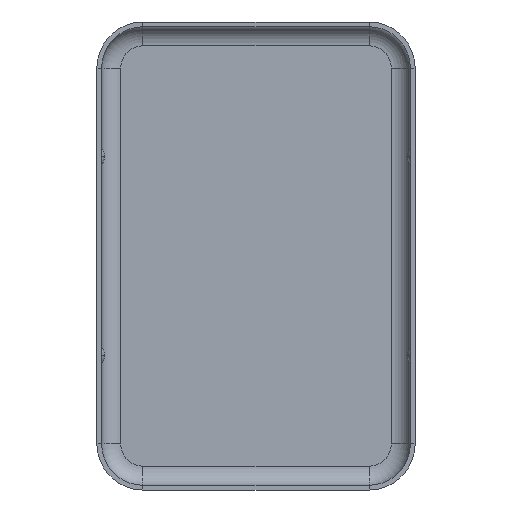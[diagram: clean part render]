
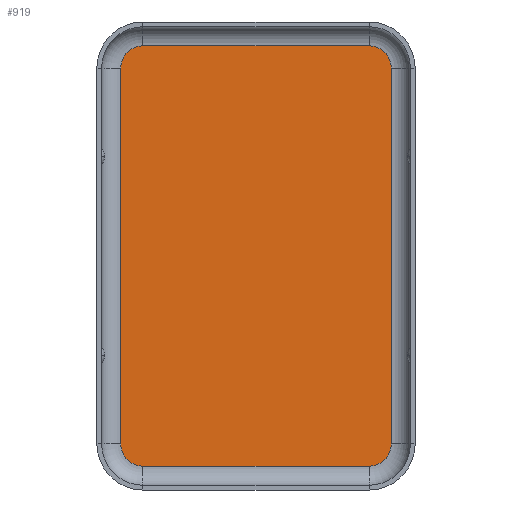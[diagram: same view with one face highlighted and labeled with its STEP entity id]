
A CAD part, front view. The second image highlights one B-rep face of the part: STEP entity #919.
In plain terms, the highlighted planar face has unit normal (0, -1, 0).
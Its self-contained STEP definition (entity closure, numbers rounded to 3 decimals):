
#7 = LINE ( 'NONE', #545, #220 ) ;
#9 = AXIS2_PLACEMENT_3D ( 'NONE', #1426, #747, #1130 ) ;
#33 = DIRECTION ( 'NONE',  ( 0., 1., 0. ) ) ;
#144 = DIRECTION ( 'NONE',  ( 0., 0., -1. ) ) ;
#171 = CARTESIAN_POINT ( 'NONE',  ( 7.1, 0., -11.8 ) ) ;
#179 = DIRECTION ( 'NONE',  ( -1., 0., 0. ) ) ;
#189 = VECTOR ( 'NONE', #179, 1000. ) ;
#214 = DIRECTION ( 'NONE',  ( 0., 1., 0. ) ) ;
#220 = VECTOR ( 'NONE', #940, 1000. ) ;
#231 = AXIS2_PLACEMENT_3D ( 'NONE', #1470, #1071, #1212 ) ;
#239 = LINE ( 'NONE', #340, #324 ) ;
#241 = CIRCLE ( 'NONE', #9, 1.4 ) ;
#292 = VERTEX_POINT ( 'NONE', #419 ) ;
#297 = VERTEX_POINT ( 'NONE', #1550 ) ;
#324 = VECTOR ( 'NONE', #1591, 1000. ) ;
#335 = ORIENTED_EDGE ( 'NONE', *, *, #675, .T. ) ;
#340 = CARTESIAN_POINT ( 'NONE',  ( -8.5, 0., 0. ) ) ;
#353 = ORIENTED_EDGE ( 'NONE', *, *, #1276, .T. ) ;
#362 = CIRCLE ( 'NONE', #1065, 1.4 ) ;
#392 = AXIS2_PLACEMENT_3D ( 'NONE', #1148, #745, #144 ) ;
#419 = CARTESIAN_POINT ( 'NONE',  ( 8.5, 0., 11.8 ) ) ;
#444 = ORIENTED_EDGE ( 'NONE', *, *, #752, .T. ) ;
#452 = LINE ( 'NONE', #1499, #856 ) ;
#489 = CIRCLE ( 'NONE', #956, 1.4 ) ;
#502 = ORIENTED_EDGE ( 'NONE', *, *, #533, .T. ) ;
#511 = VERTEX_POINT ( 'NONE', #1389 ) ;
#513 = FACE_OUTER_BOUND ( 'NONE', #1136, .T. ) ;
#533 = EDGE_CURVE ( 'NONE', #297, #511, #1534, .T. ) ;
#545 = CARTESIAN_POINT ( 'NONE',  ( 7.1, 0., -13.2 ) ) ;
#555 = EDGE_CURVE ( 'NONE', #815, #1604, #7, .T. ) ;
#569 = VERTEX_POINT ( 'NONE', #1174 ) ;
#593 = CARTESIAN_POINT ( 'NONE',  ( -7.1, 0., 11.8 ) ) ;
#657 = CARTESIAN_POINT ( 'NONE',  ( 7.1, 0., -13.2 ) ) ;
#675 = EDGE_CURVE ( 'NONE', #292, #297, #1334, .T. ) ;
#690 = CARTESIAN_POINT ( 'NONE',  ( 7.1, 0., 13.2 ) ) ;
#709 = DIRECTION ( 'NONE',  ( 0., 0., -1. ) ) ;
#743 = CARTESIAN_POINT ( 'NONE',  ( -7.1, 0., -13.2 ) ) ;
#745 = DIRECTION ( 'NONE',  ( 0., -1., 0. ) ) ;
#747 = DIRECTION ( 'NONE',  ( 0., -1., 0. ) ) ;
#752 = EDGE_CURVE ( 'NONE', #1201, #1604, #241, .T. ) ;
#815 = VERTEX_POINT ( 'NONE', #657 ) ;
#856 = VECTOR ( 'NONE', #709, 1000. ) ;
#898 = VERTEX_POINT ( 'NONE', #1390 ) ;
#919 = ADVANCED_FACE ( 'NONE', ( #513 ), #1127, .T. ) ;
#940 = DIRECTION ( 'NONE',  ( -1., 0., 0. ) ) ;
#956 = AXIS2_PLACEMENT_3D ( 'NONE', #593, #214, #1089 ) ;
#961 = ORIENTED_EDGE ( 'NONE', *, *, #1415, .F. ) ;
#1018 = EDGE_CURVE ( 'NONE', #898, #815, #362, .T. ) ;
#1065 = AXIS2_PLACEMENT_3D ( 'NONE', #171, #33, #1423 ) ;
#1071 = DIRECTION ( 'NONE',  ( 0., -1., 0. ) ) ;
#1089 = DIRECTION ( 'NONE',  ( 0., 0., -1. ) ) ;
#1118 = ORIENTED_EDGE ( 'NONE', *, *, #1018, .F. ) ;
#1127 = PLANE ( 'NONE',  #392 ) ;
#1130 = DIRECTION ( 'NONE',  ( 0., 0., 1. ) ) ;
#1136 = EDGE_LOOP ( 'NONE', ( #1456, #1118, #961, #335, #502, #1364, #353, #444 ) ) ;
#1148 = CARTESIAN_POINT ( 'NONE',  ( 7.1, 0., -11.8 ) ) ;
#1174 = CARTESIAN_POINT ( 'NONE',  ( -8.5, 0., 11.8 ) ) ;
#1201 = VERTEX_POINT ( 'NONE', #1565 ) ;
#1212 = DIRECTION ( 'NONE',  ( 0., 0., -1. ) ) ;
#1276 = EDGE_CURVE ( 'NONE', #569, #1201, #239, .T. ) ;
#1334 = CIRCLE ( 'NONE', #231, 1.4 ) ;
#1364 = ORIENTED_EDGE ( 'NONE', *, *, #1454, .F. ) ;
#1389 = CARTESIAN_POINT ( 'NONE',  ( -7.1, 0., 13.2 ) ) ;
#1390 = CARTESIAN_POINT ( 'NONE',  ( 8.5, 0., -11.8 ) ) ;
#1415 = EDGE_CURVE ( 'NONE', #292, #898, #452, .T. ) ;
#1423 = DIRECTION ( 'NONE',  ( 0., 0., 1. ) ) ;
#1426 = CARTESIAN_POINT ( 'NONE',  ( -7.1, 0., -11.8 ) ) ;
#1454 = EDGE_CURVE ( 'NONE', #569, #511, #489, .T. ) ;
#1456 = ORIENTED_EDGE ( 'NONE', *, *, #555, .F. ) ;
#1470 = CARTESIAN_POINT ( 'NONE',  ( 7.1, 0., 11.8 ) ) ;
#1499 = CARTESIAN_POINT ( 'NONE',  ( 8.5, 0., 0. ) ) ;
#1534 = LINE ( 'NONE', #690, #189 ) ;
#1550 = CARTESIAN_POINT ( 'NONE',  ( 7.1, 0., 13.2 ) ) ;
#1565 = CARTESIAN_POINT ( 'NONE',  ( -8.5, 0., -11.8 ) ) ;
#1591 = DIRECTION ( 'NONE',  ( 0., 0., -1. ) ) ;
#1604 = VERTEX_POINT ( 'NONE', #743 ) ;
